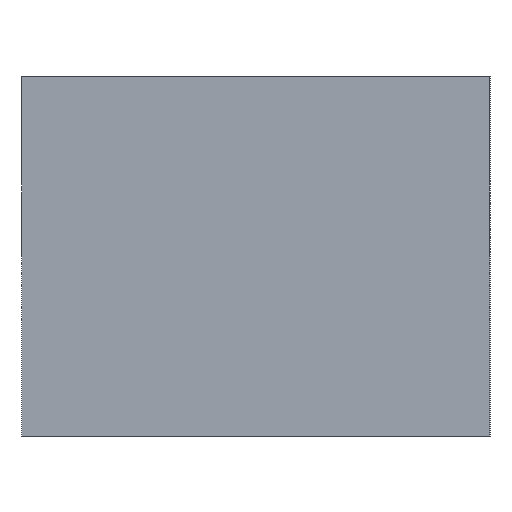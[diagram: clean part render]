
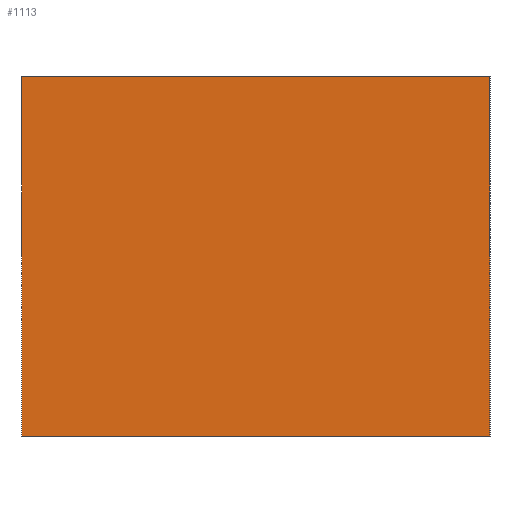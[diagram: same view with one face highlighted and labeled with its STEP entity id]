
A CAD part, left-side view. The second image highlights one B-rep face of the part: STEP entity #1113.
In plain terms, the highlighted planar face has unit normal (-1, 0, 0).
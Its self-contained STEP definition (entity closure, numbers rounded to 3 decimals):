
#6 = VECTOR ( 'NONE', #603, 1000. ) ;
#67 = LINE ( 'NONE', #577, #6 ) ;
#109 = VERTEX_POINT ( 'NONE', #1372 ) ;
#350 = EDGE_LOOP ( 'NONE', ( #1931, #632, #2313, #2050 ) ) ;
#366 = EDGE_CURVE ( 'NONE', #109, #1129, #1782, .T. ) ;
#374 = CARTESIAN_POINT ( 'NONE',  ( -2., -6., 0. ) ) ;
#503 = LINE ( 'NONE', #1532, #1990 ) ;
#577 = CARTESIAN_POINT ( 'NONE',  ( -2., 20., 0. ) ) ;
#583 = VERTEX_POINT ( 'NONE', #757 ) ;
#603 = DIRECTION ( 'NONE',  ( 0., 0., -1. ) ) ;
#632 = ORIENTED_EDGE ( 'NONE', *, *, #366, .F. ) ;
#674 = CARTESIAN_POINT ( 'NONE',  ( -2., 20., 0. ) ) ;
#757 = CARTESIAN_POINT ( 'NONE',  ( -2., 20., 20. ) ) ;
#893 = VECTOR ( 'NONE', #1044, 1000. ) ;
#939 = CARTESIAN_POINT ( 'NONE',  ( -2., 0., 0. ) ) ;
#1044 = DIRECTION ( 'NONE',  ( 0., 0., -1. ) ) ;
#1079 = EDGE_CURVE ( 'NONE', #583, #1106, #67, .T. ) ;
#1106 = VERTEX_POINT ( 'NONE', #1651 ) ;
#1113 = ADVANCED_FACE ( 'NONE', ( #1259 ), #2015, .T. ) ;
#1129 = VERTEX_POINT ( 'NONE', #374 ) ;
#1186 = DIRECTION ( 'NONE',  ( 0., 1., 0. ) ) ;
#1259 = FACE_OUTER_BOUND ( 'NONE', #350, .T. ) ;
#1372 = CARTESIAN_POINT ( 'NONE',  ( -2., -6., 20. ) ) ;
#1451 = DIRECTION ( 'NONE',  ( -1., 0., 0. ) ) ;
#1532 = CARTESIAN_POINT ( 'NONE',  ( -2., 20., 20. ) ) ;
#1651 = CARTESIAN_POINT ( 'NONE',  ( -2., 20., 0. ) ) ;
#1685 = VECTOR ( 'NONE', #1743, 1000. ) ;
#1700 = EDGE_CURVE ( 'NONE', #109, #583, #503, .T. ) ;
#1714 = AXIS2_PLACEMENT_3D ( 'NONE', #939, #1451, #2212 ) ;
#1743 = DIRECTION ( 'NONE',  ( 0., -1., 0. ) ) ;
#1782 = LINE ( 'NONE', #2135, #893 ) ;
#1916 = EDGE_CURVE ( 'NONE', #1106, #1129, #2175, .T. ) ;
#1931 = ORIENTED_EDGE ( 'NONE', *, *, #1916, .T. ) ;
#1990 = VECTOR ( 'NONE', #1186, 1000. ) ;
#2015 = PLANE ( 'NONE',  #1714 ) ;
#2050 = ORIENTED_EDGE ( 'NONE', *, *, #1079, .T. ) ;
#2135 = CARTESIAN_POINT ( 'NONE',  ( -2., -6., 20. ) ) ;
#2175 = LINE ( 'NONE', #674, #1685 ) ;
#2212 = DIRECTION ( 'NONE',  ( 0., 0., 1. ) ) ;
#2313 = ORIENTED_EDGE ( 'NONE', *, *, #1700, .T. ) ;
